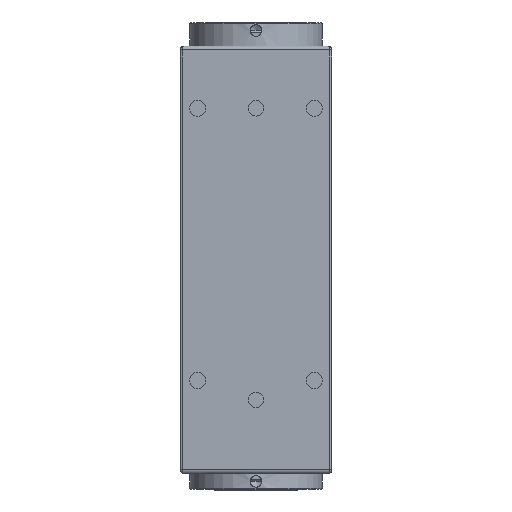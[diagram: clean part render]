
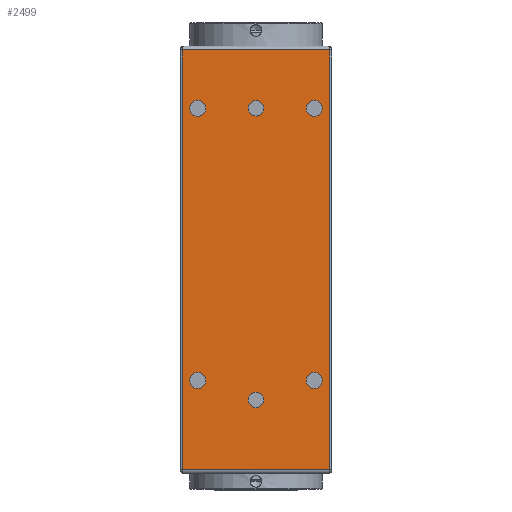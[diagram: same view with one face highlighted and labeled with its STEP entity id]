
A CAD part, front view. The second image highlights one B-rep face of the part: STEP entity #2499.
In plain terms, the highlighted planar face has unit normal (0, -1, 0).
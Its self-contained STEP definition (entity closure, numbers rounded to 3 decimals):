
#46 = VERTEX_POINT ( 'NONE', #241 ) ;
#96 = FACE_BOUND ( 'NONE', #958, .T. ) ;
#134 = AXIS2_PLACEMENT_3D ( 'NONE', #5950, #4288, #6431 ) ;
#225 = DIRECTION ( 'NONE',  ( 0., -1., 0. ) ) ;
#241 = CARTESIAN_POINT ( 'NONE',  ( -15., -56., 21.9 ) ) ;
#264 = VECTOR ( 'NONE', #1927, 1000. ) ;
#372 = CARTESIAN_POINT ( 'NONE',  ( -15., -56., 94. ) ) ;
#400 = VERTEX_POINT ( 'NONE', #2602 ) ;
#433 = ORIENTED_EDGE ( 'NONE', *, *, #4858, .F. ) ;
#743 = VERTEX_POINT ( 'NONE', #2255 ) ;
#752 = CARTESIAN_POINT ( 'NONE',  ( -19., -56., 109. ) ) ;
#776 = VERTEX_POINT ( 'NONE', #3444 ) ;
#800 = EDGE_LOOP ( 'NONE', ( #5252 ) ) ;
#822 = CARTESIAN_POINT ( 'NONE',  ( 19., -56., 109. ) ) ;
#958 = EDGE_LOOP ( 'NONE', ( #6298 ) ) ;
#1012 = FACE_BOUND ( 'NONE', #800, .T. ) ;
#1074 = ORIENTED_EDGE ( 'NONE', *, *, #6633, .T. ) ;
#1104 = EDGE_LOOP ( 'NONE', ( #433 ) ) ;
#1195 = DIRECTION ( 'NONE',  ( 0., 0., -1. ) ) ;
#1290 = CARTESIAN_POINT ( 'NONE',  ( 15., -56., 91.9 ) ) ;
#1338 = EDGE_CURVE ( 'NONE', #4700, #4700, #5249, .T. ) ;
#1716 = VERTEX_POINT ( 'NONE', #6002 ) ;
#1746 = CIRCLE ( 'NONE', #1966, 2.1 ) ;
#1754 = VECTOR ( 'NONE', #4841, 1000. ) ;
#1927 = DIRECTION ( 'NONE',  ( -1., 0., 0. ) ) ;
#1966 = AXIS2_PLACEMENT_3D ( 'NONE', #5847, #4789, #4131 ) ;
#1978 = VERTEX_POINT ( 'NONE', #822 ) ;
#2017 = CARTESIAN_POINT ( 'NONE',  ( 19., -56., 10.5 ) ) ;
#2020 = CARTESIAN_POINT ( 'NONE',  ( 0., -56., 19. ) ) ;
#2129 = PLANE ( 'NONE',  #134 ) ;
#2255 = CARTESIAN_POINT ( 'NONE',  ( -15., -56., 91.9 ) ) ;
#2266 = FACE_BOUND ( 'NONE', #1104, .T. ) ;
#2274 = EDGE_LOOP ( 'NONE', ( #4111, #2319, #1074, #5892 ) ) ;
#2287 = AXIS2_PLACEMENT_3D ( 'NONE', #2020, #6257, #6361 ) ;
#2319 = ORIENTED_EDGE ( 'NONE', *, *, #2735, .T. ) ;
#2339 = EDGE_CURVE ( 'NONE', #5260, #5260, #2741, .T. ) ;
#2398 = DIRECTION ( 'NONE',  ( 0., 0., -1. ) ) ;
#2499 = ADVANCED_FACE ( 'NONE', ( #96, #2266, #6952, #6563, #3891, #1012, #2649 ), #2129, .F. ) ;
#2533 = CARTESIAN_POINT ( 'NONE',  ( 15., -56., 24. ) ) ;
#2575 = ORIENTED_EDGE ( 'NONE', *, *, #1338, .F. ) ;
#2602 = CARTESIAN_POINT ( 'NONE',  ( 19., -56., 1. ) ) ;
#2634 = EDGE_CURVE ( 'NONE', #5066, #4331, #4164, .T. ) ;
#2649 = FACE_OUTER_BOUND ( 'NONE', #2274, .T. ) ;
#2735 = EDGE_CURVE ( 'NONE', #4331, #400, #6862, .T. ) ;
#2741 = CIRCLE ( 'NONE', #2287, 2. ) ;
#2924 = CARTESIAN_POINT ( 'NONE',  ( 15., -56., 94. ) ) ;
#2935 = EDGE_LOOP ( 'NONE', ( #4555 ) ) ;
#3444 = CARTESIAN_POINT ( 'NONE',  ( 15., -56., 21.9 ) ) ;
#3603 = LINE ( 'NONE', #2017, #4275 ) ;
#3891 = FACE_BOUND ( 'NONE', #4351, .T. ) ;
#3949 = EDGE_CURVE ( 'NONE', #776, #776, #5466, .T. ) ;
#4095 = VECTOR ( 'NONE', #6933, 1000. ) ;
#4111 = ORIENTED_EDGE ( 'NONE', *, *, #2634, .T. ) ;
#4112 = CIRCLE ( 'NONE', #4346, 2. ) ;
#4131 = DIRECTION ( 'NONE',  ( 0., 0., -1. ) ) ;
#4164 = LINE ( 'NONE', #6447, #4095 ) ;
#4165 = CARTESIAN_POINT ( 'NONE',  ( -19., -56., 1. ) ) ;
#4275 = VECTOR ( 'NONE', #6838, 1000. ) ;
#4288 = DIRECTION ( 'NONE',  ( 0., 1., 0. ) ) ;
#4331 = VERTEX_POINT ( 'NONE', #4165 ) ;
#4346 = AXIS2_PLACEMENT_3D ( 'NONE', #6186, #6285, #6248 ) ;
#4351 = EDGE_LOOP ( 'NONE', ( #2575 ) ) ;
#4555 = ORIENTED_EDGE ( 'NONE', *, *, #3949, .F. ) ;
#4599 = DIRECTION ( 'NONE',  ( 0., -1., 0. ) ) ;
#4684 = CIRCLE ( 'NONE', #4804, 2.1 ) ;
#4700 = VERTEX_POINT ( 'NONE', #1290 ) ;
#4705 = DIRECTION ( 'NONE',  ( 0., -1., 0. ) ) ;
#4789 = DIRECTION ( 'NONE',  ( 0., -1., 0. ) ) ;
#4804 = AXIS2_PLACEMENT_3D ( 'NONE', #372, #225, #2398 ) ;
#4815 = EDGE_CURVE ( 'NONE', #46, #46, #1746, .T. ) ;
#4841 = DIRECTION ( 'NONE',  ( 1., 0., 0. ) ) ;
#4858 = EDGE_CURVE ( 'NONE', #1716, #1716, #4112, .T. ) ;
#4955 = CARTESIAN_POINT ( 'NONE',  ( -19., -56., 109. ) ) ;
#4956 = EDGE_CURVE ( 'NONE', #743, #743, #4684, .T. ) ;
#5066 = VERTEX_POINT ( 'NONE', #4955 ) ;
#5092 = EDGE_CURVE ( 'NONE', #1978, #5066, #5651, .T. ) ;
#5118 = AXIS2_PLACEMENT_3D ( 'NONE', #2533, #4705, #6835 ) ;
#5249 = CIRCLE ( 'NONE', #5588, 2.1 ) ;
#5252 = ORIENTED_EDGE ( 'NONE', *, *, #4956, .F. ) ;
#5260 = VERTEX_POINT ( 'NONE', #5368 ) ;
#5324 = CARTESIAN_POINT ( 'NONE',  ( -19.5, -56., 1. ) ) ;
#5368 = CARTESIAN_POINT ( 'NONE',  ( 0., -56., 17. ) ) ;
#5466 = CIRCLE ( 'NONE', #5118, 2.1 ) ;
#5588 = AXIS2_PLACEMENT_3D ( 'NONE', #2924, #4599, #1195 ) ;
#5651 = LINE ( 'NONE', #752, #264 ) ;
#5847 = CARTESIAN_POINT ( 'NONE',  ( -15., -56., 24. ) ) ;
#5892 = ORIENTED_EDGE ( 'NONE', *, *, #5092, .T. ) ;
#5950 = CARTESIAN_POINT ( 'NONE',  ( -19.5, -56., 10.5 ) ) ;
#6002 = CARTESIAN_POINT ( 'NONE',  ( 0., -56., 92. ) ) ;
#6063 = ORIENTED_EDGE ( 'NONE', *, *, #4815, .F. ) ;
#6186 = CARTESIAN_POINT ( 'NONE',  ( 0., -56., 94. ) ) ;
#6248 = DIRECTION ( 'NONE',  ( 0., 0., -1. ) ) ;
#6257 = DIRECTION ( 'NONE',  ( 0., -1., 0. ) ) ;
#6285 = DIRECTION ( 'NONE',  ( 0., -1., 0. ) ) ;
#6298 = ORIENTED_EDGE ( 'NONE', *, *, #2339, .F. ) ;
#6361 = DIRECTION ( 'NONE',  ( 0., 0., -1. ) ) ;
#6431 = DIRECTION ( 'NONE',  ( 0., 0., 1. ) ) ;
#6447 = CARTESIAN_POINT ( 'NONE',  ( -19., -56., 10.5 ) ) ;
#6563 = FACE_BOUND ( 'NONE', #2935, .T. ) ;
#6633 = EDGE_CURVE ( 'NONE', #400, #1978, #3603, .T. ) ;
#6835 = DIRECTION ( 'NONE',  ( 0., 0., -1. ) ) ;
#6838 = DIRECTION ( 'NONE',  ( 0., 0., 1. ) ) ;
#6862 = LINE ( 'NONE', #5324, #1754 ) ;
#6933 = DIRECTION ( 'NONE',  ( 0., 0., -1. ) ) ;
#6952 = FACE_BOUND ( 'NONE', #6957, .T. ) ;
#6957 = EDGE_LOOP ( 'NONE', ( #6063 ) ) ;
